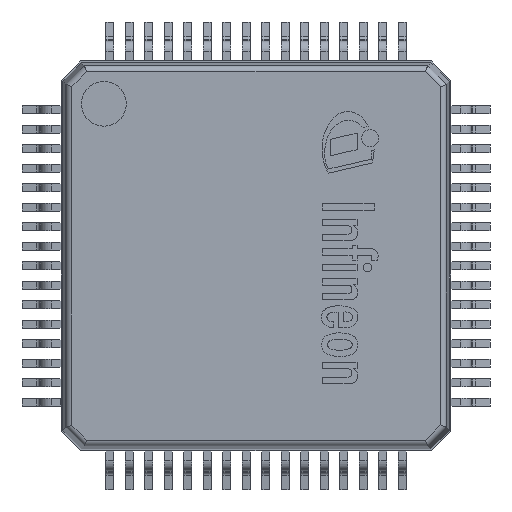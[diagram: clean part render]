
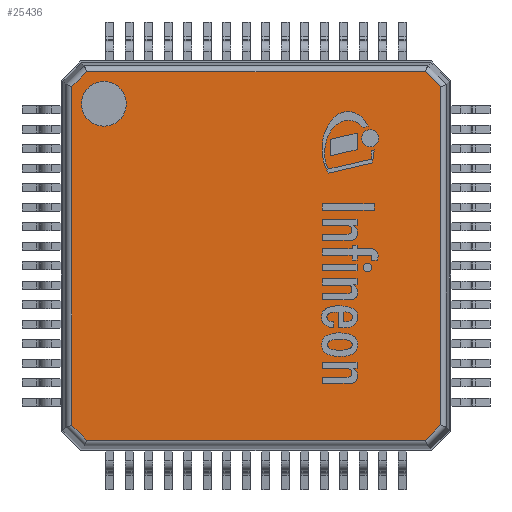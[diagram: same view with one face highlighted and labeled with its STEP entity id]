
A CAD part, top view. The second image highlights one B-rep face of the part: STEP entity #25436.
In plain terms, the highlighted planar face has unit normal (0, 0, 1).
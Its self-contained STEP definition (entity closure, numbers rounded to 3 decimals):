
#357=FACE_BOUND('',#3672,.T.);
#2268=FACE_OUTER_BOUND('',#3671,.T.);
#3671=EDGE_LOOP('',(#23080,#23081,#23082,#23083,#23084,#23085,#23086,#23087));
#3672=EDGE_LOOP('',(#23088));
#6287=LINE('',#42781,#8931);
#6289=LINE('',#42789,#8933);
#6292=LINE('',#42805,#8936);
#6293=LINE('',#42809,#8937);
#6295=LINE('',#42815,#8939);
#6297=LINE('',#42825,#8941);
#6300=LINE('',#42835,#8944);
#6302=LINE('',#42841,#8946);
#8931=VECTOR('',#35238,1.);
#8933=VECTOR('',#35246,1.);
#8936=VECTOR('',#35261,1.);
#8937=VECTOR('',#35266,1.);
#8939=VECTOR('',#35272,1.);
#8941=VECTOR('',#35282,1.);
#8944=VECTOR('',#35291,1.);
#8946=VECTOR('',#35299,1.);
#9726=CIRCLE('',#27874,0.575);
#12113=VERTEX_POINT('',#42774);
#12114=VERTEX_POINT('',#42779);
#12115=VERTEX_POINT('',#42780);
#12118=VERTEX_POINT('',#42788);
#12125=VERTEX_POINT('',#42803);
#12126=VERTEX_POINT('',#42808);
#12128=VERTEX_POINT('',#42814);
#12132=VERTEX_POINT('',#42824);
#12136=VERTEX_POINT('',#42834);
#15745=EDGE_CURVE('',#12113,#12113,#9726,.T.);
#15746=EDGE_CURVE('',#12114,#12115,#6287,.T.);
#15750=EDGE_CURVE('',#12115,#12118,#6289,.T.);
#15758=EDGE_CURVE('',#12125,#12114,#6292,.T.);
#15760=EDGE_CURVE('',#12118,#12126,#6293,.T.);
#15763=EDGE_CURVE('',#12126,#12128,#6295,.T.);
#15768=EDGE_CURVE('',#12128,#12132,#6297,.T.);
#15773=EDGE_CURVE('',#12132,#12136,#6300,.T.);
#15777=EDGE_CURVE('',#12136,#12125,#6302,.T.);
#23080=ORIENTED_EDGE('',*,*,#15746,.F.);
#23081=ORIENTED_EDGE('',*,*,#15758,.F.);
#23082=ORIENTED_EDGE('',*,*,#15777,.F.);
#23083=ORIENTED_EDGE('',*,*,#15773,.F.);
#23084=ORIENTED_EDGE('',*,*,#15768,.F.);
#23085=ORIENTED_EDGE('',*,*,#15763,.F.);
#23086=ORIENTED_EDGE('',*,*,#15760,.F.);
#23087=ORIENTED_EDGE('',*,*,#15750,.F.);
#23088=ORIENTED_EDGE('',*,*,#15745,.T.);
#24041=PLANE('',#27909);
#25436=ADVANCED_FACE('',(#2268,#357),#24041,.T.);
#27874=AXIS2_PLACEMENT_3D('',#42776,#35232,#35233);
#27909=AXIS2_PLACEMENT_3D('',#42875,#35334,#35335);
#35232=DIRECTION('center_axis',(0.,0.,-1.));
#35233=DIRECTION('ref_axis',(-1.,0.,0.));
#35238=DIRECTION('',(-0.707,-0.707,0.));
#35246=DIRECTION('',(-1.,0.,0.));
#35261=DIRECTION('',(0.,-1.,0.));
#35266=DIRECTION('',(-0.707,0.707,0.));
#35272=DIRECTION('',(0.,1.,0.));
#35282=DIRECTION('',(0.707,0.707,0.));
#35291=DIRECTION('',(1.,0.,0.));
#35299=DIRECTION('',(0.707,-0.707,0.));
#35334=DIRECTION('center_axis',(0.,0.,1.));
#35335=DIRECTION('ref_axis',(1.,0.,0.));
#42774=CARTESIAN_POINT('',(-3.325,3.9,1.6));
#42776=CARTESIAN_POINT('Origin',(-3.9,3.9,1.6));
#42779=CARTESIAN_POINT('',(4.732,-4.334,1.6));
#42780=CARTESIAN_POINT('',(4.341,-4.725,1.6));
#42781=CARTESIAN_POINT('',(4.567,-4.498,1.6));
#42788=CARTESIAN_POINT('',(-4.341,-4.725,1.6));
#42789=CARTESIAN_POINT('',(-5.053,-4.725,1.6));
#42803=CARTESIAN_POINT('',(4.732,4.334,1.6));
#42805=CARTESIAN_POINT('',(4.732,5.,1.6));
#42808=CARTESIAN_POINT('',(-4.725,-4.341,1.6));
#42809=CARTESIAN_POINT('',(-6.998,-2.067,1.6));
#42814=CARTESIAN_POINT('',(-4.725,4.341,1.6));
#42815=CARTESIAN_POINT('',(-4.725,5.,1.6));
#42824=CARTESIAN_POINT('',(-4.341,4.725,1.6));
#42825=CARTESIAN_POINT('',(-4.495,4.571,1.6));
#42834=CARTESIAN_POINT('',(4.341,4.725,1.6));
#42835=CARTESIAN_POINT('',(-5.053,4.725,1.6));
#42841=CARTESIAN_POINT('',(2.071,6.995,1.6));
#42875=CARTESIAN_POINT('Origin',(-3.9,3.9,1.6));
